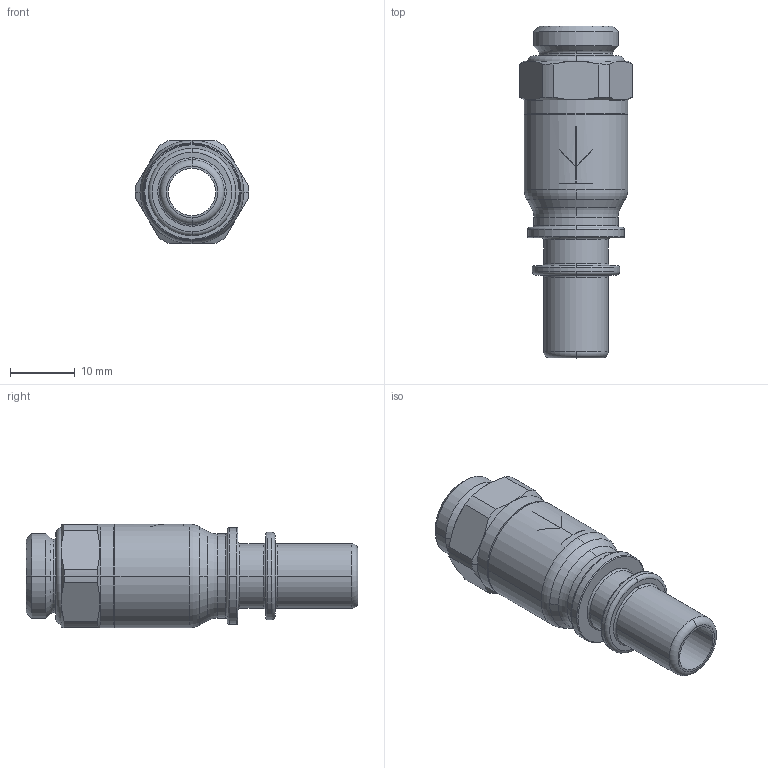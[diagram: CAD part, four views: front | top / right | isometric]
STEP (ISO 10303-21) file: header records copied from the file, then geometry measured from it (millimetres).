
FILE_DESCRIPTION(('STEP AP214'),'1');
FILE_NAME('7961_07_13.stp','2016-07-07T14:32:29',('TraceParts'),('TraceParts S.A.'),'Spatial InterOp 3D',' ',' ');
FILE_SCHEMA(('automotive_design'));
Length unit declared in the file: millimetre
Products named in the file (1): 1
Bounding box: 17.5 x 51.35 x 16 mm (x, y, z)
Volume: 5126.4 mm3; surface area: 4027.8 mm2
Topology: 1 solids, 1 shells, 103 faces, 273 edges, 179 vertices
Faces by surface type: plane 31, cylinder 30, torus 26, cone 14, revolution 2
Entity records: 3299 total; most frequent: DIRECTION 640, CARTESIAN_POINT 584, ORIENTED_EDGE 546, AXIS2_PLACEMENT_3D 275, EDGE_CURVE 273, VERTEX_POINT 179, CIRCLE 169, EDGE_LOOP 112
